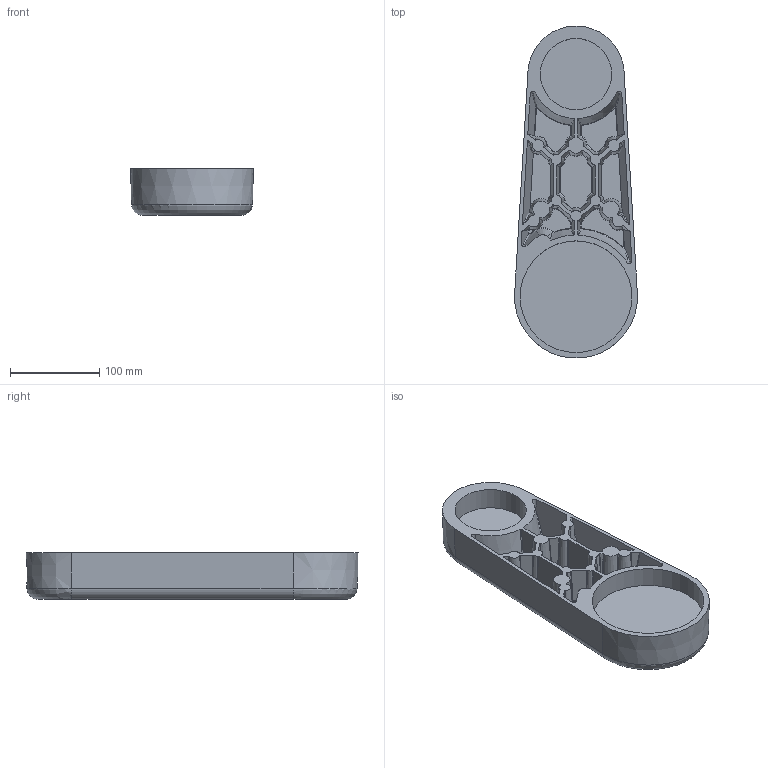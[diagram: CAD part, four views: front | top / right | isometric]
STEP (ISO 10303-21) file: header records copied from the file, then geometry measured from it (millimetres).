
FILE_DESCRIPTION( ( 'STEP Version 203' ), '1' );
FILE_NAME( 'Mesh_Arm_2.stp', '09/18/12 08:40:10', ( 'aho' ), ( ' ' ), 'PSStep 14.0', 'DesignModeler STEP Output', ' ' );
FILE_SCHEMA( ( 'AUTOMOTIVE_DESIGN { 1 0 10303 214 1 1 1 1 }' ) );
Length unit declared in the file: metre
Products named in the file (1): Arm
Bounding box: 137.75 x 372.75 x 52.39 mm (x, y, z)
Volume: 1345668.4 mm3; surface area: 187100.7 mm2
Topology: 1 solids, 1 shells, 270 faces, 735 edges, 474 vertices
Faces by surface type: bspline 88, plane 53, cylinder 47, cone 42, torus 34, sphere 4, revolution 2
Full cylindrical faces by diameter (mm): 80 x1, 125.467 x1
Entity records: 19455 total; most frequent: CARTESIAN_POINT 12854, ORIENTED_EDGE 1454, DIRECTION 889, EDGE_CURVE 727, VERTEX_POINT 470, B_SPLINE_CURVE_WITH_KNOTS 394, AXIS2_PLACEMENT_3D 373, EDGE_LOOP 281
